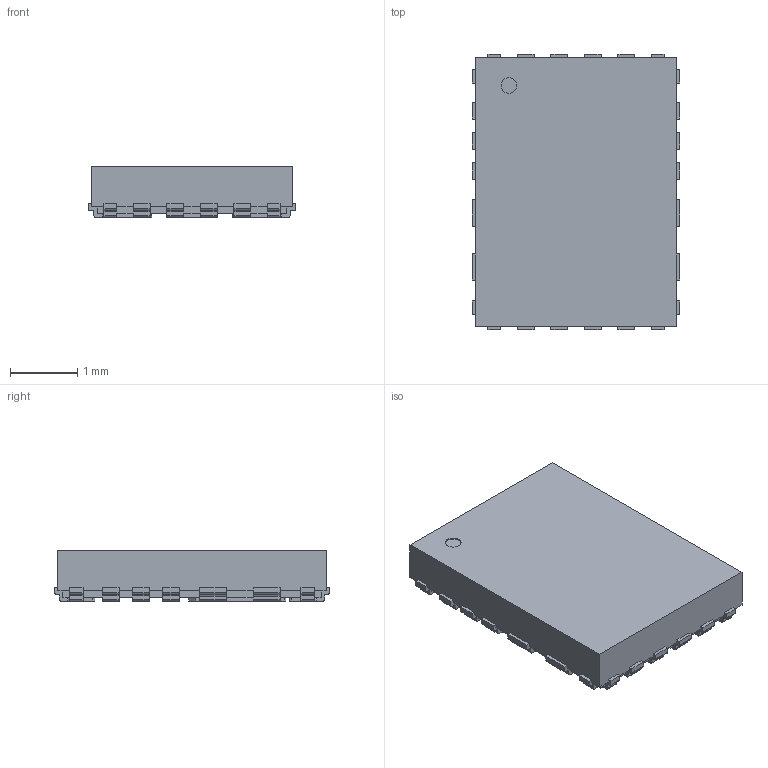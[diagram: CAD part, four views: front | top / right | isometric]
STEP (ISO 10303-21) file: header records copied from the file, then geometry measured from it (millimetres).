
FILE_DESCRIPTION(/* description */ ('Unknown'),/* implementation_level */ '2;1');
FILE_NAME(/* name */ 'LT8640AJUDCM#PBF',/* time_stamp */ '2023-11-17T09:32:18+02:00',/* author */ ('Unknown'),/* organization */ ('Unknown'),/* preprocessor_version */ 'ST-DEVELOPER v18.102',/* originating_system */ 'Solid Edge',/* authorisation */ 'Unknown');
FILE_SCHEMA (('AUTOMOTIVE_DESIGN {1 0 10303 214 3 1 1}'));
Length unit declared in the file: millimetre
Products named in the file (1): LT8640AJUDCM#PBF
Bounding box: 3.1 x 4.1 x 0.75 mm (x, y, z)
Volume: 8.6 mm3; surface area: 36.7 mm2
Topology: 1 solids, 1 shells, 395 faces, 1173 edges, 782 vertices
Faces by surface type: plane 269, cylinder 126
Full cylindrical faces by diameter (mm): 0.232 x1
Entity records: 15983 total; most frequent: CARTESIAN_POINT 2350, ORIENTED_EDGE 2344, DIRECTION 2216, EDGE_CURVE 1172, LINE 920, VECTOR 920, VERTEX_POINT 782, AXIS2_PLACEMENT_3D 648
